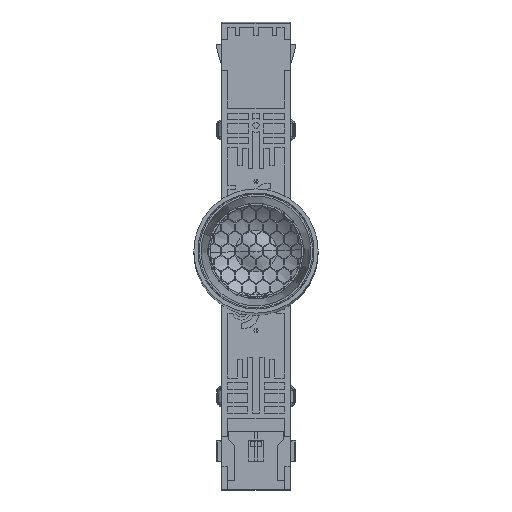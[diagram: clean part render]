
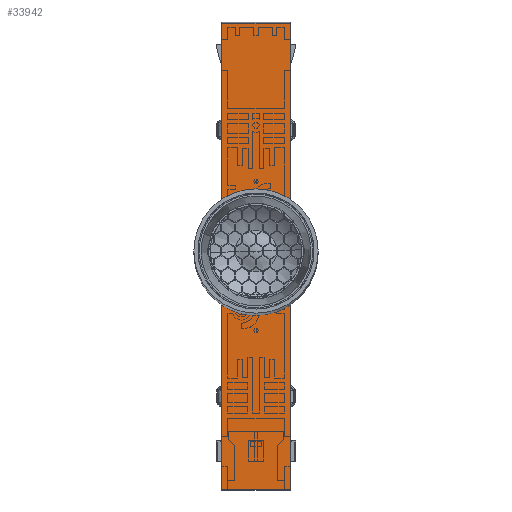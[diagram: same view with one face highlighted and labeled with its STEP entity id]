
A CAD part, top view. The second image highlights one B-rep face of the part: STEP entity #33942.
In plain terms, the highlighted planar face has unit normal (0, 0, 1).
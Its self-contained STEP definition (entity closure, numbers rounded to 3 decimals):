
#653 = ORIENTED_EDGE ( 'NONE', *, *, #53800, .T. ) ;
#3350 = VERTEX_POINT ( 'NONE', #41087 ) ;
#3755 = CARTESIAN_POINT ( 'NONE',  ( 56.029, -8.25, 0. ) ) ;
#7568 = EDGE_LOOP ( 'NONE', ( #8495, #54617 ) ) ;
#8205 = CARTESIAN_POINT ( 'NONE',  ( -56.5, -8.25, 0. ) ) ;
#8264 = CARTESIAN_POINT ( 'NONE',  ( -56.5, -8.25, 0. ) ) ;
#8495 = ORIENTED_EDGE ( 'NONE', *, *, #16534, .T. ) ;
#10028 = EDGE_CURVE ( 'NONE', #31756, #21224, #48898, .T. ) ;
#10057 = AXIS2_PLACEMENT_3D ( 'NONE', #40138, #22023, #21738 ) ;
#11352 = LINE ( 'NONE', #22906, #16317 ) ;
#12378 = DIRECTION ( 'NONE',  ( 0., 0., -1. ) ) ;
#13282 = EDGE_LOOP ( 'NONE', ( #653, #30169, #58212, #58035 ) ) ;
#15487 = CIRCLE ( 'NONE', #76414, 5.134 ) ;
#16317 = VECTOR ( 'NONE', #75264, 1000. ) ;
#16534 = EDGE_CURVE ( 'NONE', #66126, #3350, #73990, .T. ) ;
#17779 = AXIS2_PLACEMENT_3D ( 'NONE', #32285, #12378, #50915 ) ;
#20709 = EDGE_CURVE ( 'NONE', #78290, #31756, #11352, .T. ) ;
#20948 = DIRECTION ( 'NONE',  ( 1., 0., 0. ) ) ;
#21224 = VERTEX_POINT ( 'NONE', #3755 ) ;
#21738 = DIRECTION ( 'NONE',  ( 1., 0., 0. ) ) ;
#22023 = DIRECTION ( 'NONE',  ( 0., 0., 1. ) ) ;
#22906 = CARTESIAN_POINT ( 'NONE',  ( -56.5, 8.25, 0. ) ) ;
#25318 = CARTESIAN_POINT ( 'NONE',  ( -5.134, 0., 0. ) ) ;
#26965 = LINE ( 'NONE', #47810, #72802 ) ;
#30169 = ORIENTED_EDGE ( 'NONE', *, *, #73472, .T. ) ;
#31756 = VERTEX_POINT ( 'NONE', #8264 ) ;
#32285 = CARTESIAN_POINT ( 'NONE',  ( 0., 0., 0. ) ) ;
#33942 = ADVANCED_FACE ( 'NONE', ( #52649, #54618 ), #65767, .T. ) ;
#34263 = CARTESIAN_POINT ( 'NONE',  ( -56.5, 8.25, 0. ) ) ;
#34937 = EDGE_CURVE ( 'NONE', #3350, #66126, #15487, .T. ) ;
#39783 = DIRECTION ( 'NONE',  ( 1., 0., 0. ) ) ;
#40138 = CARTESIAN_POINT ( 'NONE',  ( 0., 0., 0. ) ) ;
#41087 = CARTESIAN_POINT ( 'NONE',  ( 5.134, 0., 0. ) ) ;
#46899 = CARTESIAN_POINT ( 'NONE',  ( -56.5, 8.25, 0. ) ) ;
#47175 = VECTOR ( 'NONE', #65831, 1000. ) ;
#47810 = CARTESIAN_POINT ( 'NONE',  ( 56.029, 0., 0. ) ) ;
#48898 = LINE ( 'NONE', #8205, #72902 ) ;
#49150 = LINE ( 'NONE', #46899, #47175 ) ;
#50915 = DIRECTION ( 'NONE',  ( 1., 0., 0. ) ) ;
#52649 = FACE_BOUND ( 'NONE', #7568, .T. ) ;
#53691 = DIRECTION ( 'NONE',  ( 0., 1., 0. ) ) ;
#53800 = EDGE_CURVE ( 'NONE', #21224, #66449, #26965, .T. ) ;
#54617 = ORIENTED_EDGE ( 'NONE', *, *, #34937, .T. ) ;
#54618 = FACE_OUTER_BOUND ( 'NONE', #13282, .T. ) ;
#58035 = ORIENTED_EDGE ( 'NONE', *, *, #10028, .T. ) ;
#58212 = ORIENTED_EDGE ( 'NONE', *, *, #20709, .T. ) ;
#59145 = CARTESIAN_POINT ( 'NONE',  ( 0., 0., 0. ) ) ;
#59428 = DIRECTION ( 'NONE',  ( 0., 0., -1. ) ) ;
#65767 = PLANE ( 'NONE',  #10057 ) ;
#65831 = DIRECTION ( 'NONE',  ( -1., 0., 0. ) ) ;
#66126 = VERTEX_POINT ( 'NONE', #25318 ) ;
#66449 = VERTEX_POINT ( 'NONE', #72691 ) ;
#72691 = CARTESIAN_POINT ( 'NONE',  ( 56.029, 8.25, 0. ) ) ;
#72802 = VECTOR ( 'NONE', #53691, 1000. ) ;
#72902 = VECTOR ( 'NONE', #39783, 1000. ) ;
#73472 = EDGE_CURVE ( 'NONE', #66449, #78290, #49150, .T. ) ;
#73990 = CIRCLE ( 'NONE', #17779, 5.134 ) ;
#75264 = DIRECTION ( 'NONE',  ( 0., -1., 0. ) ) ;
#76414 = AXIS2_PLACEMENT_3D ( 'NONE', #59145, #59428, #20948 ) ;
#78290 = VERTEX_POINT ( 'NONE', #34263 ) ;
